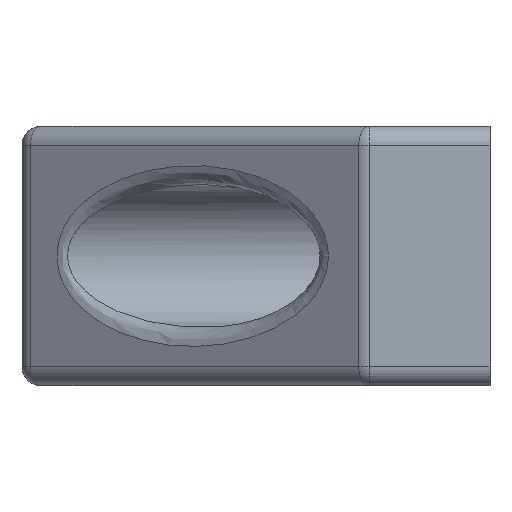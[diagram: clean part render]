
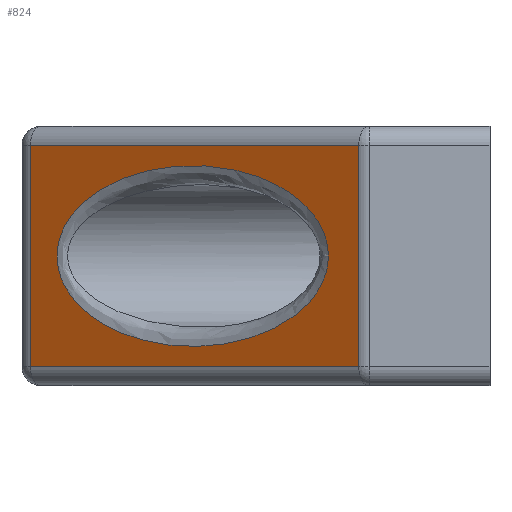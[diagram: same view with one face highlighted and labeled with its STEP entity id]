
A CAD part, front view. The second image highlights one B-rep face of the part: STEP entity #824.
In plain terms, the highlighted planar face has unit normal (-0.555, -0.832, 0).
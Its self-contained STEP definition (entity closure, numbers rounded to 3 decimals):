
#27=FACE_BOUND('',#281,.T.);
#37=PLANE('',#924);
#54=ELLIPSE('',#923,12.89,7.15);
#89=LINE('',#1688,#147);
#90=LINE('',#1690,#148);
#91=LINE('',#1692,#149);
#92=LINE('',#1693,#150);
#147=VECTOR('',#1131,10.);
#148=VECTOR('',#1132,10.);
#149=VECTOR('',#1133,10.);
#150=VECTOR('',#1134,10.);
#222=FACE_OUTER_BOUND('',#280,.T.);
#280=EDGE_LOOP('',(#664,#665,#666,#667));
#281=EDGE_LOOP('',(#668));
#411=VERTEX_POINT('',#1678);
#414=VERTEX_POINT('',#1686);
#415=VERTEX_POINT('',#1687);
#416=VERTEX_POINT('',#1689);
#417=VERTEX_POINT('',#1691);
#502=EDGE_CURVE('',#411,#411,#54,.T.);
#503=EDGE_CURVE('',#414,#415,#89,.T.);
#504=EDGE_CURVE('',#416,#414,#90,.T.);
#505=EDGE_CURVE('',#417,#416,#91,.T.);
#506=EDGE_CURVE('',#415,#417,#92,.T.);
#664=ORIENTED_EDGE('',*,*,#503,.F.);
#665=ORIENTED_EDGE('',*,*,#504,.F.);
#666=ORIENTED_EDGE('',*,*,#505,.F.);
#667=ORIENTED_EDGE('',*,*,#506,.F.);
#668=ORIENTED_EDGE('',*,*,#502,.F.);
#824=ADVANCED_FACE('',(#222,#27),#37,.F.);
#923=AXIS2_PLACEMENT_3D('',#1684,#1127,#1128);
#924=AXIS2_PLACEMENT_3D('',#1685,#1129,#1130);
#1127=DIRECTION('center_axis',(-0.555,-0.832,0.));
#1128=DIRECTION('ref_axis',(-0.832,0.555,0.));
#1129=DIRECTION('center_axis',(0.555,0.832,0.));
#1130=DIRECTION('ref_axis',(0.832,-0.555,0.));
#1131=DIRECTION('',(0.,0.,1.));
#1132=DIRECTION('',(-0.832,0.555,0.));
#1133=DIRECTION('',(0.,0.,-1.));
#1134=DIRECTION('',(0.832,-0.555,0.));
#1678=CARTESIAN_POINT('',(-23.028,-51.898,10.25));
#1684=CARTESIAN_POINT('Origin',(-33.753,-44.748,10.25));
#1685=CARTESIAN_POINT('Origin',(-47.25,-35.75,20.5));
#1686=CARTESIAN_POINT('',(-46.582,-36.195,1.5));
#1687=CARTESIAN_POINT('',(-46.582,-36.195,19.));
#1688=CARTESIAN_POINT('',(-46.582,-36.195,15.375));
#1689=CARTESIAN_POINT('',(-20.628,-53.498,1.5));
#1690=CARTESIAN_POINT('',(-55.096,-30.519,1.5));
#1691=CARTESIAN_POINT('',(-20.628,-53.498,19.));
#1692=CARTESIAN_POINT('',(-20.628,-53.498,10.25));
#1693=CARTESIAN_POINT('',(-30.288,-47.058,19.));
